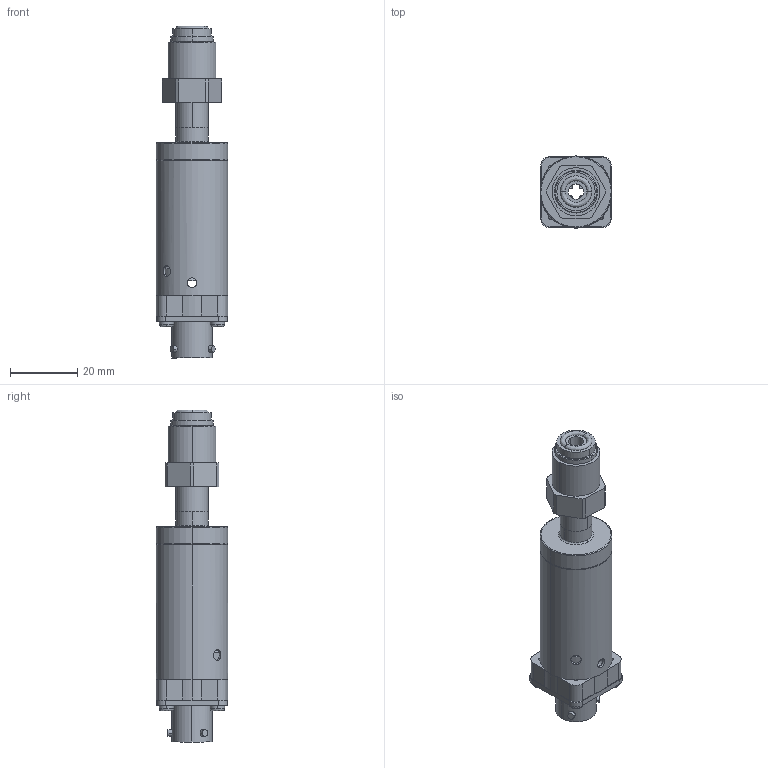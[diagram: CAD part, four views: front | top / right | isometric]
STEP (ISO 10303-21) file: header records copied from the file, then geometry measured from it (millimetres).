
FILE_DESCRIPTION (( 'STEP AP203' ), '1' );
FILE_NAME ('GFD-B-SM-L.STEP', '2019-07-30T19:42:46', ( '' ), ( '' ), 'SwSTEP 2.0', 'SolidWorks 2019', '' );
FILE_SCHEMA (( 'CONFIG_CONTROL_DESIGN' ));
Length unit declared in the file: inch
Products named in the file (1): GFD-B-SM-L
Bounding box: 21.34 x 21.34 x 98.55 mm (x, y, z)
Surface area: 11202.8 mm2 (no closed solid volume)
Topology: 0 solids, 19 shells, 211 faces, 628 edges, 448 vertices
Faces by surface type: cylinder 92, plane 88, bspline 20, cone 11
Entity records: 11156 total; most frequent: CARTESIAN_POINT 5589, DIRECTION 1084, ORIENTED_EDGE 1077, EDGE_CURVE 628, VERTEX_POINT 448, AXIS2_PLACEMENT_3D 403, LINE 278, VECTOR 278
